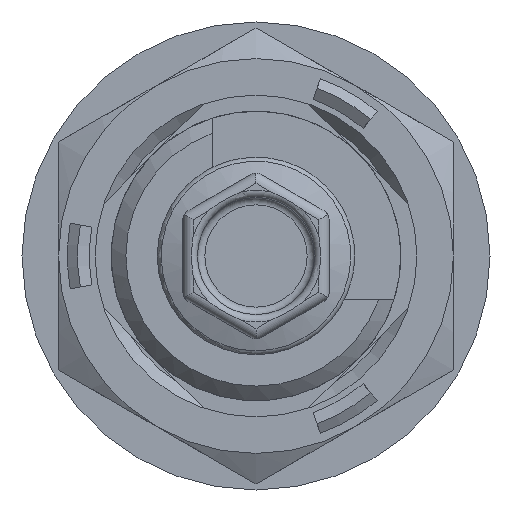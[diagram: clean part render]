
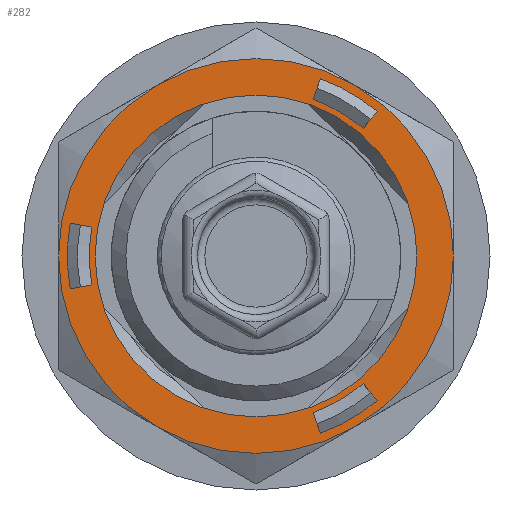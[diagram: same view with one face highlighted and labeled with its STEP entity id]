
A CAD part, front view. The second image highlights one B-rep face of the part: STEP entity #282.
In plain terms, the highlighted face is planar.
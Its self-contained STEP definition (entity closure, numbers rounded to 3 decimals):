
#282 = ADVANCED_FACE( '', ( #648, #649, #650, #651, #652 ), #653, .T. );
#648 = FACE_BOUND( '', #1186, .T. );
#649 = FACE_BOUND( '', #1187, .T. );
#650 = FACE_BOUND( '', #1188, .T. );
#651 = FACE_BOUND( '', #1189, .T. );
#652 = FACE_OUTER_BOUND( '', #1190, .T. );
#653 = PLANE( '', #1191 );
#1186 = EDGE_LOOP( '', ( #1717 ) );
#1187 = EDGE_LOOP( '', ( #1718, #1719, #1720, #1721 ) );
#1188 = EDGE_LOOP( '', ( #1722, #1723, #1724, #1725 ) );
#1189 = EDGE_LOOP( '', ( #1726, #1727, #1728, #1729 ) );
#1190 = EDGE_LOOP( '', ( #1730, #1731, #1732, #1733, #1734, #1735 ) );
#1191 = AXIS2_PLACEMENT_3D( '', #1736, #1737, #1738 );
#1717 = ORIENTED_EDGE( '', *, *, #2998, .T. );
#1718 = ORIENTED_EDGE( '', *, *, #2999, .F. );
#1719 = ORIENTED_EDGE( '', *, *, #3000, .F. );
#1720 = ORIENTED_EDGE( '', *, *, #3001, .F. );
#1721 = ORIENTED_EDGE( '', *, *, #3002, .T. );
#1722 = ORIENTED_EDGE( '', *, *, #3003, .F. );
#1723 = ORIENTED_EDGE( '', *, *, #3004, .F. );
#1724 = ORIENTED_EDGE( '', *, *, #3005, .F. );
#1725 = ORIENTED_EDGE( '', *, *, #3006, .F. );
#1726 = ORIENTED_EDGE( '', *, *, #3007, .F. );
#1727 = ORIENTED_EDGE( '', *, *, #3008, .F. );
#1728 = ORIENTED_EDGE( '', *, *, #3009, .F. );
#1729 = ORIENTED_EDGE( '', *, *, #3010, .F. );
#1730 = ORIENTED_EDGE( '', *, *, #3011, .F. );
#1731 = ORIENTED_EDGE( '', *, *, #3012, .F. );
#1732 = ORIENTED_EDGE( '', *, *, #3013, .F. );
#1733 = ORIENTED_EDGE( '', *, *, #3014, .F. );
#1734 = ORIENTED_EDGE( '', *, *, #3015, .F. );
#1735 = ORIENTED_EDGE( '', *, *, #3016, .F. );
#1736 = CARTESIAN_POINT( '', ( 13.5, 4.8, 0. ) );
#1737 = DIRECTION( '', ( 0., 1., 0. ) );
#1738 = DIRECTION( '', ( 0., 0., 1. ) );
#2998 = EDGE_CURVE( '', #3487, #3487, #3488, .T. );
#2999 = EDGE_CURVE( '', #3489, #3490, #3491, .T. );
#3000 = EDGE_CURVE( '', #3492, #3489, #3493, .T. );
#3001 = EDGE_CURVE( '', #3494, #3492, #3495, .T. );
#3002 = EDGE_CURVE( '', #3494, #3490, #3496, .T. );
#3003 = EDGE_CURVE( '', #3497, #3498, #3499, .F. );
#3004 = EDGE_CURVE( '', #3500, #3497, #3501, .T. );
#3005 = EDGE_CURVE( '', #3502, #3500, #3503, .T. );
#3006 = EDGE_CURVE( '', #3498, #3502, #3504, .T. );
#3007 = EDGE_CURVE( '', #3505, #3506, #3507, .T. );
#3008 = EDGE_CURVE( '', #3508, #3505, #3509, .F. );
#3009 = EDGE_CURVE( '', #3510, #3508, #3511, .T. );
#3010 = EDGE_CURVE( '', #3506, #3510, #3512, .T. );
#3011 = EDGE_CURVE( '', #3513, #3514, #3515, .T. );
#3012 = EDGE_CURVE( '', #3516, #3513, #3517, .T. );
#3013 = EDGE_CURVE( '', #3518, #3516, #3519, .T. );
#3014 = EDGE_CURVE( '', #3520, #3518, #3521, .T. );
#3015 = EDGE_CURVE( '', #3522, #3520, #3523, .T. );
#3016 = EDGE_CURVE( '', #3514, #3522, #3524, .T. );
#3487 = VERTEX_POINT( '', #4201 );
#3488 = CIRCLE( '', #4202, 11. );
#3489 = VERTEX_POINT( '', #4203 );
#3490 = VERTEX_POINT( '', #4204 );
#3491 = LINE( '', #4205, #4206 );
#3492 = VERTEX_POINT( '', #4207 );
#3493 = CIRCLE( '', #4208, 11.4 );
#3494 = VERTEX_POINT( '', #4209 );
#3495 = LINE( '', #4210, #4211 );
#3496 = CIRCLE( '', #4212, 12.9 );
#3497 = VERTEX_POINT( '', #4213 );
#3498 = VERTEX_POINT( '', #4214 );
#3499 = CIRCLE( '', #4215, 11.4 );
#3500 = VERTEX_POINT( '', #4216 );
#3501 = LINE( '', #4217, #4218 );
#3502 = VERTEX_POINT( '', #4219 );
#3503 = CIRCLE( '', #4220, 12.9 );
#3504 = LINE( '', #4221, #4222 );
#3505 = VERTEX_POINT( '', #4223 );
#3506 = VERTEX_POINT( '', #4224 );
#3507 = LINE( '', #4225, #4226 );
#3508 = VERTEX_POINT( '', #4227 );
#3509 = CIRCLE( '', #4228, 11.4 );
#3510 = VERTEX_POINT( '', #4229 );
#3511 = LINE( '', #4230, #4231 );
#3512 = CIRCLE( '', #4232, 12.9 );
#3513 = VERTEX_POINT( '', #4233 );
#3514 = VERTEX_POINT( '', #4234 );
#3515 = CIRCLE( '', #4235, 13.5 );
#3516 = VERTEX_POINT( '', #4236 );
#3517 = CIRCLE( '', #4237, 13.5 );
#3518 = VERTEX_POINT( '', #4238 );
#3519 = CIRCLE( '', #4239, 13.5 );
#3520 = VERTEX_POINT( '', #4240 );
#3521 = CIRCLE( '', #4241, 13.5 );
#3522 = VERTEX_POINT( '', #4242 );
#3523 = CIRCLE( '', #4243, 13.5 );
#3524 = CIRCLE( '', #4244, 13.5 );
#4201 = CARTESIAN_POINT( '', ( 0., 4.8, -11. ) );
#4202 = AXIS2_PLACEMENT_3D( '', #5293, #5294, #5295 );
#4203 = CARTESIAN_POINT( '', ( 7.328, 4.8, -8.733 ) );
#4204 = CARTESIAN_POINT( '', ( 8.292, 4.8, -9.882 ) );
#4205 = CARTESIAN_POINT( '', ( 7.328, 4.8, -8.733 ) );
#4206 = VECTOR( '', #5296, 1000. );
#4207 = CARTESIAN_POINT( '', ( 3.899, 4.8, -10.712 ) );
#4208 = AXIS2_PLACEMENT_3D( '', #5297, #5298, #5299 );
#4209 = CARTESIAN_POINT( '', ( 4.412, 4.8, -12.122 ) );
#4210 = CARTESIAN_POINT( '', ( 4.412, 4.8, -12.122 ) );
#4211 = VECTOR( '', #5300, 1000. );
#4212 = AXIS2_PLACEMENT_3D( '', #5301, #5302, #5303 );
#4213 = CARTESIAN_POINT( '', ( 7.328, 4.8, 8.733 ) );
#4214 = CARTESIAN_POINT( '', ( 3.899, 4.8, 10.712 ) );
#4215 = AXIS2_PLACEMENT_3D( '', #5304, #5305, #5306 );
#4216 = CARTESIAN_POINT( '', ( 8.292, 4.8, 9.882 ) );
#4217 = CARTESIAN_POINT( '', ( 8.292, 4.8, 9.882 ) );
#4218 = VECTOR( '', #5307, 1000. );
#4219 = CARTESIAN_POINT( '', ( 4.412, 4.8, 12.122 ) );
#4220 = AXIS2_PLACEMENT_3D( '', #5308, #5309, #5310 );
#4221 = CARTESIAN_POINT( '', ( 3.899, 4.8, 10.712 ) );
#4222 = VECTOR( '', #5311, 1000. );
#4223 = CARTESIAN_POINT( '', ( -11.227, 4.8, -1.98 ) );
#4224 = CARTESIAN_POINT( '', ( -12.704, 4.8, -2.24 ) );
#4225 = CARTESIAN_POINT( '', ( -11.227, 4.8, -1.98 ) );
#4226 = VECTOR( '', #5312, 1000. );
#4227 = CARTESIAN_POINT( '', ( -11.227, 4.8, 1.98 ) );
#4228 = AXIS2_PLACEMENT_3D( '', #5313, #5314, #5315 );
#4229 = CARTESIAN_POINT( '', ( -12.704, 4.8, 2.24 ) );
#4230 = CARTESIAN_POINT( '', ( -12.704, 4.8, 2.24 ) );
#4231 = VECTOR( '', #5316, 1000. );
#4232 = AXIS2_PLACEMENT_3D( '', #5317, #5318, #5319 );
#4233 = CARTESIAN_POINT( '', ( 13.5, 4.8, 0. ) );
#4234 = CARTESIAN_POINT( '', ( 6.75, 4.8, 11.691 ) );
#4235 = AXIS2_PLACEMENT_3D( '', #5320, #5321, #5322 );
#4236 = CARTESIAN_POINT( '', ( 6.75, 4.8, -11.691 ) );
#4237 = AXIS2_PLACEMENT_3D( '', #5323, #5324, #5325 );
#4238 = CARTESIAN_POINT( '', ( -6.75, 4.8, -11.691 ) );
#4239 = AXIS2_PLACEMENT_3D( '', #5326, #5327, #5328 );
#4240 = CARTESIAN_POINT( '', ( -13.5, 4.8, 0. ) );
#4241 = AXIS2_PLACEMENT_3D( '', #5329, #5330, #5331 );
#4242 = CARTESIAN_POINT( '', ( -6.75, 4.8, 11.691 ) );
#4243 = AXIS2_PLACEMENT_3D( '', #5332, #5333, #5334 );
#4244 = AXIS2_PLACEMENT_3D( '', #5335, #5336, #5337 );
#5293 = CARTESIAN_POINT( '', ( 0., 4.8, 0. ) );
#5294 = DIRECTION( '', ( 0., -1., 0. ) );
#5295 = DIRECTION( '', ( 0., 0., -1. ) );
#5296 = DIRECTION( '', ( 0.643, 0., -0.766 ) );
#5297 = CARTESIAN_POINT( '', ( 0., 4.8, 0. ) );
#5298 = DIRECTION( '', ( 0., -1., 0. ) );
#5299 = DIRECTION( '', ( 0., 0., -1. ) );
#5300 = DIRECTION( '', ( -0.342, 0., 0.94 ) );
#5301 = CARTESIAN_POINT( '', ( 0., 4.8, 0. ) );
#5302 = DIRECTION( '', ( 0., -1., 0. ) );
#5303 = DIRECTION( '', ( 0., 0., -1. ) );
#5304 = CARTESIAN_POINT( '', ( 0., 4.8, 0. ) );
#5305 = DIRECTION( '', ( 0., 1., 0. ) );
#5306 = DIRECTION( '', ( 0., 0., 1. ) );
#5307 = DIRECTION( '', ( -0.643, 0., -0.766 ) );
#5308 = CARTESIAN_POINT( '', ( 0., 4.8, 0. ) );
#5309 = DIRECTION( '', ( 0., 1., 0. ) );
#5310 = DIRECTION( '', ( 0., 0., 1. ) );
#5311 = DIRECTION( '', ( 0.342, 0., 0.94 ) );
#5312 = DIRECTION( '', ( -0.985, 0., -0.174 ) );
#5313 = CARTESIAN_POINT( '', ( 0., 4.8, 0. ) );
#5314 = DIRECTION( '', ( 0., 1., 0. ) );
#5315 = DIRECTION( '', ( 0., 0., 1. ) );
#5316 = DIRECTION( '', ( 0.985, 0., -0.174 ) );
#5317 = CARTESIAN_POINT( '', ( 0., 4.8, 0. ) );
#5318 = DIRECTION( '', ( 0., 1., 0. ) );
#5319 = DIRECTION( '', ( 0., 0., 1. ) );
#5320 = CARTESIAN_POINT( '', ( 0., 4.8, 0. ) );
#5321 = DIRECTION( '', ( 0., -1., 0. ) );
#5322 = DIRECTION( '', ( 0., 0., -1. ) );
#5323 = CARTESIAN_POINT( '', ( 0., 4.8, 0. ) );
#5324 = DIRECTION( '', ( 0., -1., 0. ) );
#5325 = DIRECTION( '', ( 0., 0., -1. ) );
#5326 = CARTESIAN_POINT( '', ( 0., 4.8, 0. ) );
#5327 = DIRECTION( '', ( 0., -1., 0. ) );
#5328 = DIRECTION( '', ( 0., 0., -1. ) );
#5329 = CARTESIAN_POINT( '', ( 0., 4.8, 0. ) );
#5330 = DIRECTION( '', ( 0., -1., 0. ) );
#5331 = DIRECTION( '', ( 0., 0., -1. ) );
#5332 = CARTESIAN_POINT( '', ( 0., 4.8, 0. ) );
#5333 = DIRECTION( '', ( 0., -1., 0. ) );
#5334 = DIRECTION( '', ( 0., 0., -1. ) );
#5335 = CARTESIAN_POINT( '', ( 0., 4.8, 0. ) );
#5336 = DIRECTION( '', ( 0., -1., 0. ) );
#5337 = DIRECTION( '', ( 0., 0., -1. ) );
